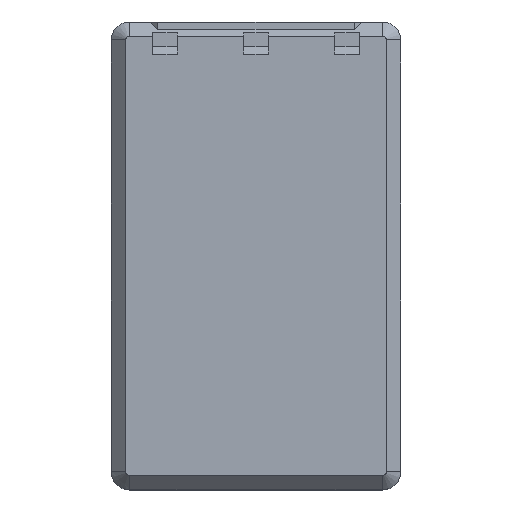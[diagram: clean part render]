
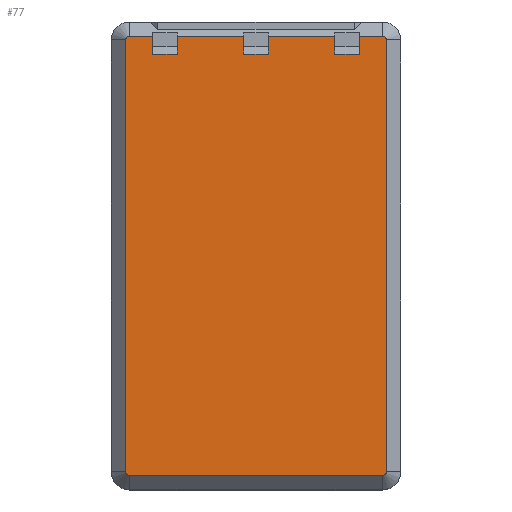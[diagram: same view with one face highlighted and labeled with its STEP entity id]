
A CAD part, top view. The second image highlights one B-rep face of the part: STEP entity #77.
In plain terms, the highlighted planar face has unit normal (0, 0, 1).
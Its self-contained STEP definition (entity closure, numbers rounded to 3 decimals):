
#77=ADVANCED_FACE('',(#407),#409,.T.);
#407=FACE_BOUND('',#408,.T.);
#408=EDGE_LOOP('',(#1855,#1856,#1857,#1858,#1859,#1860,#1861,#1862,#1863,#1864,#1865,
#1866,#1867,#1868,#1869,#1870,#1871,#1872,#1873,#1874));
#409=PLANE('',#410);
#410=AXIS2_PLACEMENT_3D('',#411,#412,#413);
#411=CARTESIAN_POINT('',(-40.5,-5.,45.));
#412=DIRECTION('',(0.,0.,1.));
#413=DIRECTION('',(0.,-1.,0.));
#1855=ORIENTED_EDGE('',*,*,#3047,.T.);
#1856=ORIENTED_EDGE('',*,*,#3048,.T.);
#1857=ORIENTED_EDGE('',*,*,#3001,.T.);
#1858=ORIENTED_EDGE('',*,*,#3046,.T.);
#1859=ORIENTED_EDGE('',*,*,#3049,.T.);
#1860=ORIENTED_EDGE('',*,*,#3050,.T.);
#1861=ORIENTED_EDGE('',*,*,#3051,.T.);
#1862=ORIENTED_EDGE('',*,*,#3052,.T.);
#1863=ORIENTED_EDGE('',*,*,#3053,.T.);
#1864=ORIENTED_EDGE('',*,*,#3054,.T.);
#1865=ORIENTED_EDGE('',*,*,#3013,.T.);
#1866=ORIENTED_EDGE('',*,*,#3055,.T.);
#1867=ORIENTED_EDGE('',*,*,#3056,.T.);
#1868=ORIENTED_EDGE('',*,*,#3057,.T.);
#1869=ORIENTED_EDGE('',*,*,#3009,.T.);
#1870=ORIENTED_EDGE('',*,*,#3058,.T.);
#1871=ORIENTED_EDGE('',*,*,#3059,.T.);
#1872=ORIENTED_EDGE('',*,*,#3060,.T.);
#1873=ORIENTED_EDGE('',*,*,#3005,.T.);
#1874=ORIENTED_EDGE('',*,*,#3061,.T.);
#3001=EDGE_CURVE('',#3580,#3578,#3581,.T.);
#3005=EDGE_CURVE('',#3588,#3586,#3589,.T.);
#3009=EDGE_CURVE('',#3596,#3594,#3597,.T.);
#3013=EDGE_CURVE('',#3604,#3602,#3605,.T.);
#3046=EDGE_CURVE('',#3578,#3658,#3660,.T.);
#3047=EDGE_CURVE('',#3661,#3662,#3663,.F.);
#3048=EDGE_CURVE('',#3662,#3580,#3664,.F.);
#3049=EDGE_CURVE('',#3658,#3665,#3666,.T.);
#3050=EDGE_CURVE('',#3665,#3667,#3668,.T.);
#3051=EDGE_CURVE('',#3667,#3669,#3670,.T.);
#3052=EDGE_CURVE('',#3669,#3671,#3672,.T.);
#3053=EDGE_CURVE('',#3671,#3673,#3674,.T.);
#3054=EDGE_CURVE('',#3673,#3604,#3675,.T.);
#3055=EDGE_CURVE('',#3602,#3676,#3677,.F.);
#3056=EDGE_CURVE('',#3676,#3678,#3679,.F.);
#3057=EDGE_CURVE('',#3678,#3596,#3680,.F.);
#3058=EDGE_CURVE('',#3594,#3681,#3682,.F.);
#3059=EDGE_CURVE('',#3681,#3683,#3684,.F.);
#3060=EDGE_CURVE('',#3683,#3588,#3685,.F.);
#3061=EDGE_CURVE('',#3586,#3661,#3686,.F.);
#3578=VERTEX_POINT('',#4513);
#3580=VERTEX_POINT('',#4517);
#3581=LINE('',#4518,#4519);
#3586=VERTEX_POINT('',#4529);
#3588=VERTEX_POINT('',#4533);
#3589=LINE('',#4534,#4535);
#3594=VERTEX_POINT('',#4545);
#3596=VERTEX_POINT('',#4549);
#3597=LINE('',#4550,#4551);
#3602=VERTEX_POINT('',#4561);
#3604=VERTEX_POINT('',#4565);
#3605=LINE('',#4566,#4567);
#3658=VERTEX_POINT('',#4691);
#3660=CIRCLE('',#4695,1.);
#3661=VERTEX_POINT('',#4699);
#3662=VERTEX_POINT('',#4700);
#3663=LINE('',#4701,#4702);
#3664=LINE('',#4704,#4705);
#3665=VERTEX_POINT('',#4707);
#3666=LINE('',#4708,#4709);
#3667=VERTEX_POINT('',#4711);
#3668=CIRCLE('',#4712,1.);
#3669=VERTEX_POINT('',#4716);
#3670=LINE('',#4717,#4718);
#3671=VERTEX_POINT('',#4720);
#3672=CIRCLE('',#4721,1.);
#3673=VERTEX_POINT('',#4725);
#3674=LINE('',#4726,#4727);
#3675=CIRCLE('',#4729,1.);
#3676=VERTEX_POINT('',#4733);
#3677=LINE('',#4734,#4735);
#3678=VERTEX_POINT('',#4737);
#3679=LINE('',#4738,#4739);
#3680=LINE('',#4741,#4742);
#3681=VERTEX_POINT('',#4744);
#3682=LINE('',#4745,#4746);
#3683=VERTEX_POINT('',#4748);
#3684=LINE('',#4749,#4750);
#3685=LINE('',#4752,#4753);
#3686=LINE('',#4755,#4756);
#4513=CARTESIAN_POINT('',(-35.5,-4.,45.));
#4517=CARTESIAN_POINT('',(-29.,-4.,45.));
#4518=CARTESIAN_POINT('',(-29.,-4.,45.));
#4519=VECTOR('',#4520,1.);
#4520=DIRECTION('',(-1.,0.,0.));
#4529=CARTESIAN_POINT('',(-22.,-4.,45.));
#4533=CARTESIAN_POINT('',(-3.5,-4.,45.));
#4534=CARTESIAN_POINT('',(-3.5,-4.,45.));
#4535=VECTOR('',#4536,1.);
#4536=DIRECTION('',(-1.,0.,0.));
#4545=CARTESIAN_POINT('',(3.5,-4.,45.));
#4549=CARTESIAN_POINT('',(22.,-4.,45.));
#4550=CARTESIAN_POINT('',(22.,-4.,45.));
#4551=VECTOR('',#4552,1.);
#4552=DIRECTION('',(-1.,0.,0.));
#4561=CARTESIAN_POINT('',(29.,-4.,45.));
#4565=CARTESIAN_POINT('',(35.5,-4.,45.));
#4566=CARTESIAN_POINT('',(35.5,-4.,45.));
#4567=VECTOR('',#4568,1.);
#4568=DIRECTION('',(-1.,0.,0.));
#4691=CARTESIAN_POINT('',(-36.5,-5.,45.));
#4695=AXIS2_PLACEMENT_3D('',#4696,#4697,#4698);
#4696=CARTESIAN_POINT('',(-35.5,-5.,45.));
#4697=DIRECTION('',(0.,0.,1.));
#4698=DIRECTION('',(0.,1.,0.));
#4699=CARTESIAN_POINT('',(-22.,-9.,45.));
#4700=CARTESIAN_POINT('',(-29.,-9.,45.));
#4701=CARTESIAN_POINT('',(-29.,-9.,45.));
#4702=VECTOR('',#4703,1.);
#4703=DIRECTION('',(1.,0.,0.));
#4704=CARTESIAN_POINT('',(-29.,-4.,45.));
#4705=VECTOR('',#4706,1.);
#4706=DIRECTION('',(0.,-1.,0.));
#4707=CARTESIAN_POINT('',(-36.5,-126.,45.));
#4708=CARTESIAN_POINT('',(-36.5,-5.,45.));
#4709=VECTOR('',#4710,1.);
#4710=DIRECTION('',(0.,-1.,0.));
#4711=CARTESIAN_POINT('',(-35.5,-127.,45.));
#4712=AXIS2_PLACEMENT_3D('',#4713,#4714,#4715);
#4713=CARTESIAN_POINT('',(-35.5,-126.,45.));
#4714=DIRECTION('',(0.,0.,1.));
#4715=DIRECTION('',(-1.,0.,0.));
#4716=CARTESIAN_POINT('',(35.5,-127.,45.));
#4717=CARTESIAN_POINT('',(-35.5,-127.,45.));
#4718=VECTOR('',#4719,1.);
#4719=DIRECTION('',(1.,0.,0.));
#4720=CARTESIAN_POINT('',(36.5,-126.,45.));
#4721=AXIS2_PLACEMENT_3D('',#4722,#4723,#4724);
#4722=CARTESIAN_POINT('',(35.5,-126.,45.));
#4723=DIRECTION('',(0.,0.,1.));
#4724=DIRECTION('',(0.,-1.,0.));
#4725=CARTESIAN_POINT('',(36.5,-5.,45.));
#4726=CARTESIAN_POINT('',(36.5,-126.,45.));
#4727=VECTOR('',#4728,1.);
#4728=DIRECTION('',(0.,1.,0.));
#4729=AXIS2_PLACEMENT_3D('',#4730,#4731,#4732);
#4730=CARTESIAN_POINT('',(35.5,-5.,45.));
#4731=DIRECTION('',(0.,0.,1.));
#4732=DIRECTION('',(1.,0.,0.));
#4733=CARTESIAN_POINT('',(29.,-9.,45.));
#4734=CARTESIAN_POINT('',(29.,-9.,45.));
#4735=VECTOR('',#4736,1.);
#4736=DIRECTION('',(0.,1.,0.));
#4737=CARTESIAN_POINT('',(22.,-9.,45.));
#4738=CARTESIAN_POINT('',(22.,-9.,45.));
#4739=VECTOR('',#4740,1.);
#4740=DIRECTION('',(1.,0.,0.));
#4741=CARTESIAN_POINT('',(22.,-4.,45.));
#4742=VECTOR('',#4743,1.);
#4743=DIRECTION('',(0.,-1.,0.));
#4744=CARTESIAN_POINT('',(3.5,-9.,45.));
#4745=CARTESIAN_POINT('',(3.5,-9.,45.));
#4746=VECTOR('',#4747,1.);
#4747=DIRECTION('',(0.,1.,0.));
#4748=CARTESIAN_POINT('',(-3.5,-9.,45.));
#4749=CARTESIAN_POINT('',(-3.5,-9.,45.));
#4750=VECTOR('',#4751,1.);
#4751=DIRECTION('',(1.,0.,0.));
#4752=CARTESIAN_POINT('',(-3.5,-4.,45.));
#4753=VECTOR('',#4754,1.);
#4754=DIRECTION('',(0.,-1.,0.));
#4755=CARTESIAN_POINT('',(-22.,-9.,45.));
#4756=VECTOR('',#4757,1.);
#4757=DIRECTION('',(0.,1.,0.));
